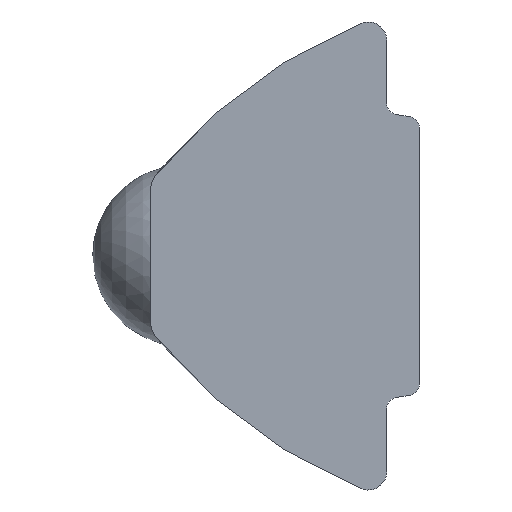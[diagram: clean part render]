
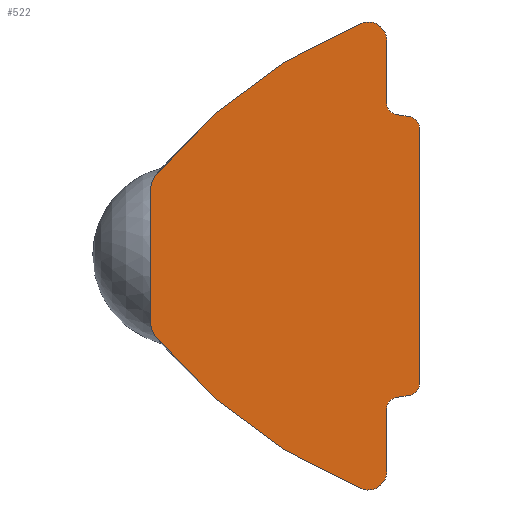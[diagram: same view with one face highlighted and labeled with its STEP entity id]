
A CAD part, left-side view. The second image highlights one B-rep face of the part: STEP entity #522.
In plain terms, the highlighted planar face has unit normal (-1, 0, 0).
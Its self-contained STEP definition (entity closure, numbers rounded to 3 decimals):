
#24=CIRCLE('',#545,14.);
#27=CIRCLE('',#549,14.);
#29=CIRCLE('',#553,0.6);
#31=CIRCLE('',#557,0.6);
#33=CIRCLE('',#561,0.5);
#35=CIRCLE('',#565,0.3);
#37=CIRCLE('',#569,0.3);
#40=CIRCLE('',#574,0.3);
#42=CIRCLE('',#578,0.3);
#44=CIRCLE('',#582,0.5);
#59=PLANE('',#588);
#185=ORIENTED_EDGE('',*,*,#238,.F.);
#186=ORIENTED_EDGE('',*,*,#257,.F.);
#187=ORIENTED_EDGE('',*,*,#254,.F.);
#188=ORIENTED_EDGE('',*,*,#251,.F.);
#189=ORIENTED_EDGE('',*,*,#245,.F.);
#190=ORIENTED_EDGE('',*,*,#291,.F.);
#191=ORIENTED_EDGE('',*,*,#288,.F.);
#192=ORIENTED_EDGE('',*,*,#285,.T.);
#193=ORIENTED_EDGE('',*,*,#282,.F.);
#194=ORIENTED_EDGE('',*,*,#279,.F.);
#195=ORIENTED_EDGE('',*,*,#276,.F.);
#196=ORIENTED_EDGE('',*,*,#272,.F.);
#197=ORIENTED_EDGE('',*,*,#269,.F.);
#198=ORIENTED_EDGE('',*,*,#266,.T.);
#199=ORIENTED_EDGE('',*,*,#263,.F.);
#200=ORIENTED_EDGE('',*,*,#260,.F.);
#238=EDGE_CURVE('',#312,#313,#24,.T.);
#245=EDGE_CURVE('',#318,#319,#27,.T.);
#251=EDGE_CURVE('',#319,#322,#29,.T.);
#254=EDGE_CURVE('',#322,#324,#362,.T.);
#257=EDGE_CURVE('',#324,#312,#31,.T.);
#260=EDGE_CURVE('',#313,#325,#33,.T.);
#263=EDGE_CURVE('',#325,#327,#365,.T.);
#266=EDGE_CURVE('',#329,#327,#35,.T.);
#269=EDGE_CURVE('',#329,#331,#369,.T.);
#272=EDGE_CURVE('',#331,#333,#37,.T.);
#276=EDGE_CURVE('',#333,#336,#373,.T.);
#279=EDGE_CURVE('',#336,#338,#40,.T.);
#282=EDGE_CURVE('',#338,#340,#377,.T.);
#285=EDGE_CURVE('',#342,#340,#42,.T.);
#288=EDGE_CURVE('',#342,#344,#381,.T.);
#291=EDGE_CURVE('',#344,#318,#44,.T.);
#312=VERTEX_POINT('',#798);
#313=VERTEX_POINT('',#800);
#318=VERTEX_POINT('',#815);
#319=VERTEX_POINT('',#817);
#322=VERTEX_POINT('',#838);
#324=VERTEX_POINT('',#844);
#325=VERTEX_POINT('',#860);
#327=VERTEX_POINT('',#866);
#329=VERTEX_POINT('',#872);
#331=VERTEX_POINT('',#878);
#333=VERTEX_POINT('',#884);
#336=VERTEX_POINT('',#892);
#338=VERTEX_POINT('',#898);
#340=VERTEX_POINT('',#904);
#342=VERTEX_POINT('',#910);
#344=VERTEX_POINT('',#916);
#362=LINE('',#843,#398);
#365=LINE('',#865,#401);
#369=LINE('',#877,#405);
#373=LINE('',#891,#409);
#377=LINE('',#903,#413);
#381=LINE('',#915,#417);
#398=VECTOR('',#643,1000.);
#401=VECTOR('',#662,1000.);
#405=VECTOR('',#674,1000.);
#409=VECTOR('',#688,1000.);
#413=VECTOR('',#700,1000.);
#417=VECTOR('',#712,1000.);
#444=EDGE_LOOP('',(#185,#186,#187,#188,#189,#190,#191,#192,#193,#194,#195,
#196,#197,#198,#199,#200));
#476=FACE_BOUND('',#444,.T.);
#522=ADVANCED_FACE('',(#476),#59,.F.);
#545=AXIS2_PLACEMENT_3D('',#799,#616,#617);
#549=AXIS2_PLACEMENT_3D('',#816,#627,#628);
#553=AXIS2_PLACEMENT_3D('',#837,#636,#637);
#557=AXIS2_PLACEMENT_3D('',#851,#647,#648);
#561=AXIS2_PLACEMENT_3D('',#859,#655,#656);
#565=AXIS2_PLACEMENT_3D('',#871,#667,#668);
#569=AXIS2_PLACEMENT_3D('',#883,#679,#680);
#574=AXIS2_PLACEMENT_3D('',#897,#693,#694);
#578=AXIS2_PLACEMENT_3D('',#909,#705,#706);
#582=AXIS2_PLACEMENT_3D('',#921,#717,#718);
#588=AXIS2_PLACEMENT_3D('',#927,#729,#730);
#616=DIRECTION('',(1.,0.,0.));
#617=DIRECTION('',(0.,0.,-1.));
#627=DIRECTION('',(1.,0.,0.));
#628=DIRECTION('',(0.,0.,-1.));
#636=DIRECTION('',(1.,0.,0.));
#637=DIRECTION('',(0.,0.,-1.));
#643=DIRECTION('',(0.,0.,1.));
#647=DIRECTION('',(1.,0.,0.));
#648=DIRECTION('',(0.,0.,-1.));
#655=DIRECTION('',(1.,0.,0.));
#656=DIRECTION('',(0.,0.,-1.));
#662=DIRECTION('',(0.,0.,-1.));
#667=DIRECTION('',(1.,0.,0.));
#668=DIRECTION('',(0.,0.,-1.));
#674=DIRECTION('',(0.,-0.985,-0.174));
#679=DIRECTION('',(1.,0.,0.));
#680=DIRECTION('',(0.,0.,-1.));
#688=DIRECTION('',(0.,0.,-1.));
#693=DIRECTION('',(1.,0.,0.));
#694=DIRECTION('',(0.,0.,-1.));
#700=DIRECTION('',(0.,0.985,-0.174));
#705=DIRECTION('',(1.,0.,0.));
#706=DIRECTION('',(0.,0.,-1.));
#712=DIRECTION('',(0.,0.,-1.));
#717=DIRECTION('',(1.,0.,0.));
#718=DIRECTION('',(0.,0.,-1.));
#729=DIRECTION('',(1.,0.,0.));
#730=DIRECTION('',(0.,0.,-1.));
#798=CARTESIAN_POINT('',(0.,7.267,2.218));
#799=CARTESIAN_POINT('',(0.,-3.624,-6.58));
#800=CARTESIAN_POINT('',(0.,1.586,6.415));
#815=CARTESIAN_POINT('',(0.,1.586,-6.415));
#816=CARTESIAN_POINT('',(0.,-3.624,6.58));
#817=CARTESIAN_POINT('',(0.,7.267,-2.218));
#837=CARTESIAN_POINT('',(0.,6.8,-1.841));
#838=CARTESIAN_POINT('',(0.,7.4,-1.841));
#843=CARTESIAN_POINT('',(0.,7.4,-1.841));
#844=CARTESIAN_POINT('',(0.,7.4,1.841));
#851=CARTESIAN_POINT('',(0.,6.8,1.841));
#859=CARTESIAN_POINT('',(0.,1.4,5.95));
#860=CARTESIAN_POINT('',(0.,0.9,5.95));
#865=CARTESIAN_POINT('',(0.,0.9,5.95));
#866=CARTESIAN_POINT('',(0.,0.9,4.202));
#871=CARTESIAN_POINT('',(0.,0.6,4.202));
#872=CARTESIAN_POINT('',(0.,0.652,3.906));
#877=CARTESIAN_POINT('',(0.,0.652,3.906));
#878=CARTESIAN_POINT('',(0.,0.248,3.835));
#883=CARTESIAN_POINT('',(0.,0.3,3.54));
#884=CARTESIAN_POINT('',(0.,0.,3.54));
#891=CARTESIAN_POINT('',(0.,0.,3.54));
#892=CARTESIAN_POINT('',(0.,0.,-3.54));
#897=CARTESIAN_POINT('',(0.,0.3,-3.54));
#898=CARTESIAN_POINT('',(0.,0.248,-3.835));
#903=CARTESIAN_POINT('',(0.,0.248,-3.835));
#904=CARTESIAN_POINT('',(0.,0.652,-3.906));
#909=CARTESIAN_POINT('',(0.,0.6,-4.202));
#910=CARTESIAN_POINT('',(0.,0.9,-4.202));
#915=CARTESIAN_POINT('',(0.,0.9,-4.202));
#916=CARTESIAN_POINT('',(0.,0.9,-5.95));
#921=CARTESIAN_POINT('',(0.,1.4,-5.95));
#927=CARTESIAN_POINT('',(0.,-3.624,-6.58));
